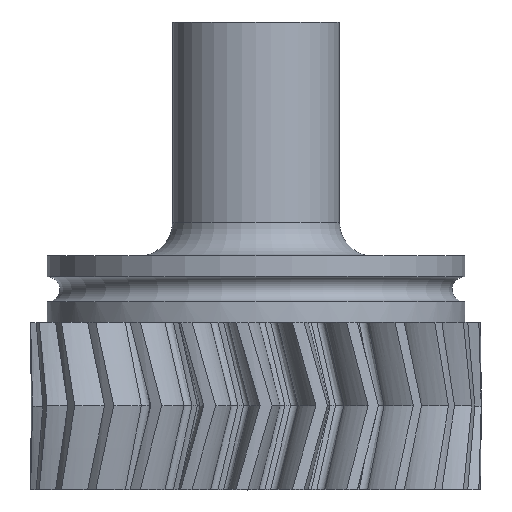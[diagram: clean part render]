
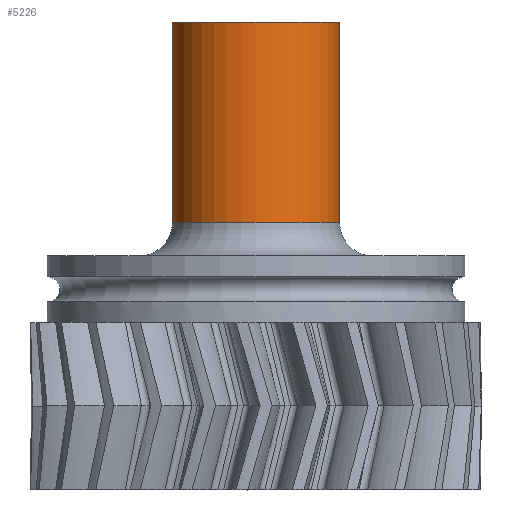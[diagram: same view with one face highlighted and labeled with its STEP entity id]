
A CAD part, top view. The second image highlights one B-rep face of the part: STEP entity #5226.
In plain terms, the highlighted cylindrical face has radius 5 mm (diameter 10 mm), a full revolution.
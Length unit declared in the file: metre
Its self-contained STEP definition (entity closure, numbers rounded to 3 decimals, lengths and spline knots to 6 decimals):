
#2432=ORIENTED_EDGE('',*,*,#3272,.T.);
#2433=ORIENTED_EDGE('',*,*,#3273,.F.);
#3272=EDGE_CURVE('',#3782,#3782,#4117,.F.);
#3273=EDGE_CURVE('',#3783,#3783,#4118,.T.);
#3782=VERTEX_POINT('',#26338);
#3783=VERTEX_POINT('',#26340);
#4117=CIRCLE('',#5710,0.005);
#4118=CIRCLE('',#5711,0.005);
#4459=EDGE_LOOP('',(#2432));
#4460=EDGE_LOOP('',(#2433));
#4806=FACE_BOUND('',#4459,.T.);
#4807=FACE_BOUND('',#4460,.T.);
#4892=CYLINDRICAL_SURFACE('',#5709,0.005);
#5226=ADVANCED_FACE('',(#4806,#4807),#4892,.T.);
#5709=AXIS2_PLACEMENT_3D('',#26336,#6649,#6650);
#5710=AXIS2_PLACEMENT_3D('',#26337,#6651,#6652);
#5711=AXIS2_PLACEMENT_3D('',#26339,#6653,#6654);
#6649=DIRECTION('',(0.,-1.,0.));
#6650=DIRECTION('',(0.,0.,-1.));
#6651=DIRECTION('',(0.,-1.,0.));
#6652=DIRECTION('',(0.,0.,-1.));
#6653=DIRECTION('',(0.,1.,0.));
#6654=DIRECTION('',(0.,0.,1.));
#26336=CARTESIAN_POINT('',(0.,0.017991,0.));
#26337=CARTESIAN_POINT('',(0.,0.005991,0.));
#26338=CARTESIAN_POINT('',(0.,0.005991,-0.005));
#26339=CARTESIAN_POINT('',(0.,0.017991,0.));
#26340=CARTESIAN_POINT('',(0.,0.017991,0.005));
